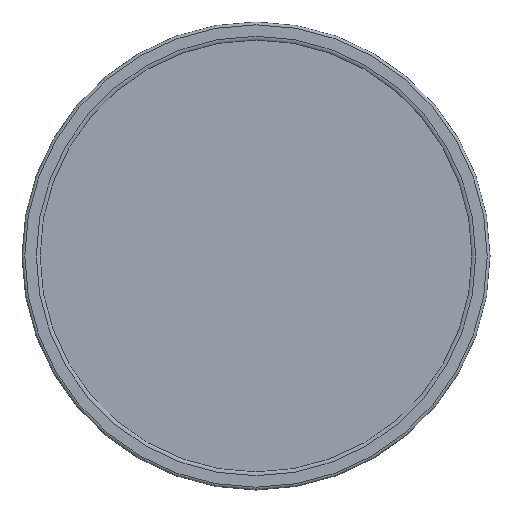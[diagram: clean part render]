
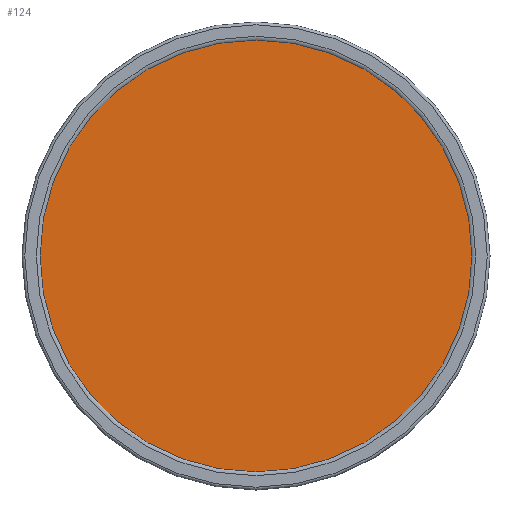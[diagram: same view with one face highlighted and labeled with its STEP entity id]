
A CAD part, front view. The second image highlights one B-rep face of the part: STEP entity #124.
In plain terms, the highlighted planar face has unit normal (0, -1, 0).
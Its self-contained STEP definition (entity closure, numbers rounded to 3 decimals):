
#22=PLANE('',#160);
#33=FACE_OUTER_BOUND('',#42,.T.);
#42=EDGE_LOOP('',(#114));
#51=CIRCLE('',#146,38.3);
#64=VERTEX_POINT('',#224);
#75=EDGE_CURVE('',#64,#64,#51,.T.);
#114=ORIENTED_EDGE('',*,*,#75,.F.);
#124=ADVANCED_FACE('',(#33),#22,.F.);
#146=AXIS2_PLACEMENT_3D('',#225,#178,#179);
#160=AXIS2_PLACEMENT_3D('',#246,#207,#208);
#178=DIRECTION('center_axis',(0.,1.,0.));
#179=DIRECTION('ref_axis',(1.,0.,0.));
#207=DIRECTION('center_axis',(0.,1.,0.));
#208=DIRECTION('ref_axis',(1.,0.,0.));
#224=CARTESIAN_POINT('',(38.3,1.25,0.));
#225=CARTESIAN_POINT('Origin',(0.,1.25,0.));
#246=CARTESIAN_POINT('Origin',(0.,1.25,0.));
